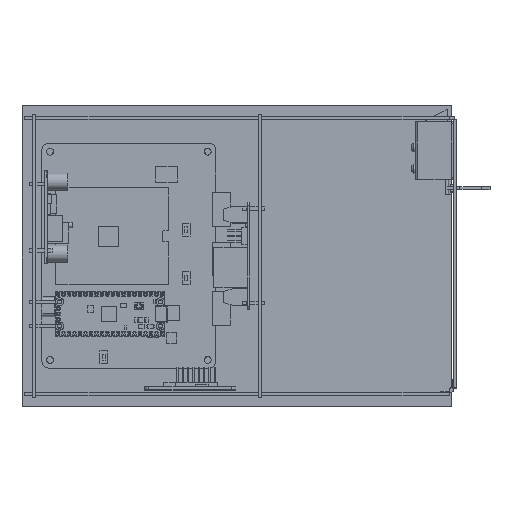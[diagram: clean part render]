
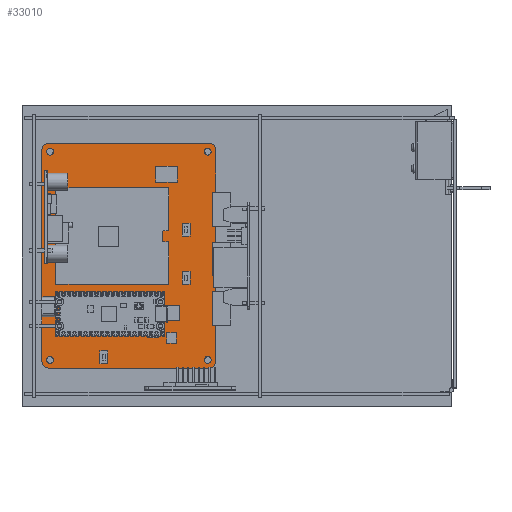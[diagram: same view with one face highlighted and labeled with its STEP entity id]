
A CAD part, top view. The second image highlights one B-rep face of the part: STEP entity #33010.
In plain terms, the highlighted planar face has unit normal (0, 0, 1).
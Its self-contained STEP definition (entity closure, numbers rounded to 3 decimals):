
#667=FACE_BOUND('',#4842,.T.);
#668=FACE_BOUND('',#4843,.T.);
#669=FACE_BOUND('',#4844,.T.);
#670=FACE_BOUND('',#4845,.T.);
#1339=PLANE('',#35347);
#2941=FACE_OUTER_BOUND('',#4841,.T.);
#4841=EDGE_LOOP('',(#25269,#25270,#25271,#25272,#25273,#25274,#25275,#25276,
#25277,#25278,#25279,#25280));
#4842=EDGE_LOOP('',(#25281));
#4843=EDGE_LOOP('',(#25282));
#4844=EDGE_LOOP('',(#25283));
#4845=EDGE_LOOP('',(#25284));
#7596=LINE('',#48710,#11594);
#7602=LINE('',#48722,#11600);
#7604=LINE('',#48725,#11602);
#7605=LINE('',#48728,#11603);
#7606=LINE('',#48732,#11604);
#7607=LINE('',#48736,#11605);
#7608=LINE('',#48740,#11606);
#7609=LINE('',#48743,#11607);
#11594=VECTOR('',#39420,10.);
#11600=VECTOR('',#39428,10.);
#11602=VECTOR('',#39432,10.);
#11603=VECTOR('',#39435,10.);
#11604=VECTOR('',#39438,10.);
#11605=VECTOR('',#39441,10.);
#11606=VECTOR('',#39444,10.);
#11607=VECTOR('',#39447,10.);
#14552=CIRCLE('',#35348,3.);
#14553=CIRCLE('',#35349,3.);
#14554=CIRCLE('',#35350,3.);
#14555=CIRCLE('',#35351,3.);
#14556=CIRCLE('',#35352,1.6);
#14557=CIRCLE('',#35353,1.6);
#14558=CIRCLE('',#35354,1.6);
#14559=CIRCLE('',#35355,1.6);
#15888=VERTEX_POINT('',#48706);
#15890=VERTEX_POINT('',#48709);
#15893=VERTEX_POINT('',#48716);
#15895=VERTEX_POINT('',#48720);
#15896=VERTEX_POINT('',#48727);
#15897=VERTEX_POINT('',#48729);
#15898=VERTEX_POINT('',#48731);
#15899=VERTEX_POINT('',#48733);
#15900=VERTEX_POINT('',#48735);
#15901=VERTEX_POINT('',#48737);
#15902=VERTEX_POINT('',#48739);
#15903=VERTEX_POINT('',#48741);
#15904=VERTEX_POINT('',#48744);
#15905=VERTEX_POINT('',#48746);
#15906=VERTEX_POINT('',#48748);
#15907=VERTEX_POINT('',#48750);
#19437=EDGE_CURVE('',#15890,#15888,#7596,.T.);
#19443=EDGE_CURVE('',#15893,#15895,#7602,.T.);
#19445=EDGE_CURVE('',#15895,#15890,#7604,.T.);
#19446=EDGE_CURVE('',#15888,#15896,#7605,.T.);
#19447=EDGE_CURVE('',#15896,#15897,#14552,.T.);
#19448=EDGE_CURVE('',#15897,#15898,#7606,.T.);
#19449=EDGE_CURVE('',#15898,#15899,#14553,.T.);
#19450=EDGE_CURVE('',#15899,#15900,#7607,.T.);
#19451=EDGE_CURVE('',#15900,#15901,#14554,.T.);
#19452=EDGE_CURVE('',#15901,#15902,#7608,.T.);
#19453=EDGE_CURVE('',#15902,#15903,#14555,.T.);
#19454=EDGE_CURVE('',#15903,#15893,#7609,.T.);
#19455=EDGE_CURVE('',#15904,#15904,#14556,.T.);
#19456=EDGE_CURVE('',#15905,#15905,#14557,.T.);
#19457=EDGE_CURVE('',#15906,#15906,#14558,.T.);
#19458=EDGE_CURVE('',#15907,#15907,#14559,.T.);
#25269=ORIENTED_EDGE('',*,*,#19443,.T.);
#25270=ORIENTED_EDGE('',*,*,#19445,.T.);
#25271=ORIENTED_EDGE('',*,*,#19437,.T.);
#25272=ORIENTED_EDGE('',*,*,#19446,.T.);
#25273=ORIENTED_EDGE('',*,*,#19447,.T.);
#25274=ORIENTED_EDGE('',*,*,#19448,.T.);
#25275=ORIENTED_EDGE('',*,*,#19449,.T.);
#25276=ORIENTED_EDGE('',*,*,#19450,.T.);
#25277=ORIENTED_EDGE('',*,*,#19451,.T.);
#25278=ORIENTED_EDGE('',*,*,#19452,.T.);
#25279=ORIENTED_EDGE('',*,*,#19453,.T.);
#25280=ORIENTED_EDGE('',*,*,#19454,.T.);
#25281=ORIENTED_EDGE('',*,*,#19455,.T.);
#25282=ORIENTED_EDGE('',*,*,#19456,.T.);
#25283=ORIENTED_EDGE('',*,*,#19457,.T.);
#25284=ORIENTED_EDGE('',*,*,#19458,.T.);
#33010=ADVANCED_FACE('',(#2941,#667,#668,#669,#670),#1339,.T.);
#35347=AXIS2_PLACEMENT_3D('',#48726,#39433,#39434);
#35348=AXIS2_PLACEMENT_3D('',#48730,#39436,#39437);
#35349=AXIS2_PLACEMENT_3D('',#48734,#39439,#39440);
#35350=AXIS2_PLACEMENT_3D('',#48738,#39442,#39443);
#35351=AXIS2_PLACEMENT_3D('',#48742,#39445,#39446);
#35352=AXIS2_PLACEMENT_3D('',#48745,#39448,#39449);
#35353=AXIS2_PLACEMENT_3D('',#48747,#39450,#39451);
#35354=AXIS2_PLACEMENT_3D('',#48749,#39452,#39453);
#35355=AXIS2_PLACEMENT_3D('',#48751,#39454,#39455);
#39420=DIRECTION('',(0.,1.,0.));
#39428=DIRECTION('',(0.,-1.,0.));
#39432=DIRECTION('',(-1.,0.,0.));
#39433=DIRECTION('center_axis',(0.,0.,1.));
#39434=DIRECTION('ref_axis',(1.,0.,0.));
#39435=DIRECTION('',(-1.,0.,0.));
#39436=DIRECTION('center_axis',(0.,0.,1.));
#39437=DIRECTION('ref_axis',(0.,1.,0.));
#39438=DIRECTION('',(0.,-1.,0.));
#39439=DIRECTION('center_axis',(0.,0.,1.));
#39440=DIRECTION('ref_axis',(-1.,0.,0.));
#39441=DIRECTION('',(1.,0.,0.));
#39442=DIRECTION('center_axis',(0.,0.,1.));
#39443=DIRECTION('ref_axis',(0.,-1.,0.));
#39444=DIRECTION('',(0.,1.,0.));
#39445=DIRECTION('center_axis',(0.,0.,1.));
#39446=DIRECTION('ref_axis',(1.,0.,0.));
#39447=DIRECTION('',(-1.,0.,0.));
#39448=DIRECTION('center_axis',(0.,0.,-1.));
#39449=DIRECTION('ref_axis',(1.,0.,0.));
#39450=DIRECTION('center_axis',(0.,0.,-1.));
#39451=DIRECTION('ref_axis',(1.,0.,0.));
#39452=DIRECTION('center_axis',(0.,0.,-1.));
#39453=DIRECTION('ref_axis',(1.,0.,0.));
#39454=DIRECTION('center_axis',(0.,0.,-1.));
#39455=DIRECTION('ref_axis',(1.,0.,0.));
#48706=CARTESIAN_POINT('',(23.8,81.,5.7));
#48709=CARTESIAN_POINT('',(23.8,74.5,5.7));
#48710=CARTESIAN_POINT('',(23.8,60.75,5.7));
#48716=CARTESIAN_POINT('',(33.1,81.,5.7));
#48720=CARTESIAN_POINT('',(33.1,74.5,5.7));
#48722=CARTESIAN_POINT('',(33.1,60.75,5.7));
#48725=CARTESIAN_POINT('',(40.375,74.5,5.7));
#48726=CARTESIAN_POINT('Origin',(52.3,40.5,5.7));
#48727=CARTESIAN_POINT('',(3.,81.,5.7));
#48728=CARTESIAN_POINT('',(101.6,81.,5.7));
#48729=CARTESIAN_POINT('',(0.,78.,5.7));
#48730=CARTESIAN_POINT('Origin',(3.,78.,5.7));
#48731=CARTESIAN_POINT('',(0.,3.,5.7));
#48732=CARTESIAN_POINT('',(0.,78.,5.7));
#48733=CARTESIAN_POINT('',(3.,0.,5.7));
#48734=CARTESIAN_POINT('Origin',(3.,3.,5.7));
#48735=CARTESIAN_POINT('',(101.6,0.,5.7));
#48736=CARTESIAN_POINT('',(3.,0.,5.7));
#48737=CARTESIAN_POINT('',(104.6,3.,5.7));
#48738=CARTESIAN_POINT('Origin',(101.6,3.,5.7));
#48739=CARTESIAN_POINT('',(104.6,78.,5.7));
#48740=CARTESIAN_POINT('',(104.6,3.,5.7));
#48741=CARTESIAN_POINT('',(101.6,81.,5.7));
#48742=CARTESIAN_POINT('Origin',(101.6,78.,5.7));
#48743=CARTESIAN_POINT('',(101.6,81.,5.7));
#48744=CARTESIAN_POINT('',(2.2,77.2,5.7));
#48745=CARTESIAN_POINT('Origin',(3.8,77.2,5.7));
#48746=CARTESIAN_POINT('',(2.2,3.8,5.7));
#48747=CARTESIAN_POINT('Origin',(3.8,3.8,5.7));
#48748=CARTESIAN_POINT('',(99.2,77.2,5.7));
#48749=CARTESIAN_POINT('Origin',(100.8,77.2,5.7));
#48750=CARTESIAN_POINT('',(99.2,3.8,5.7));
#48751=CARTESIAN_POINT('Origin',(100.8,3.8,5.7));
